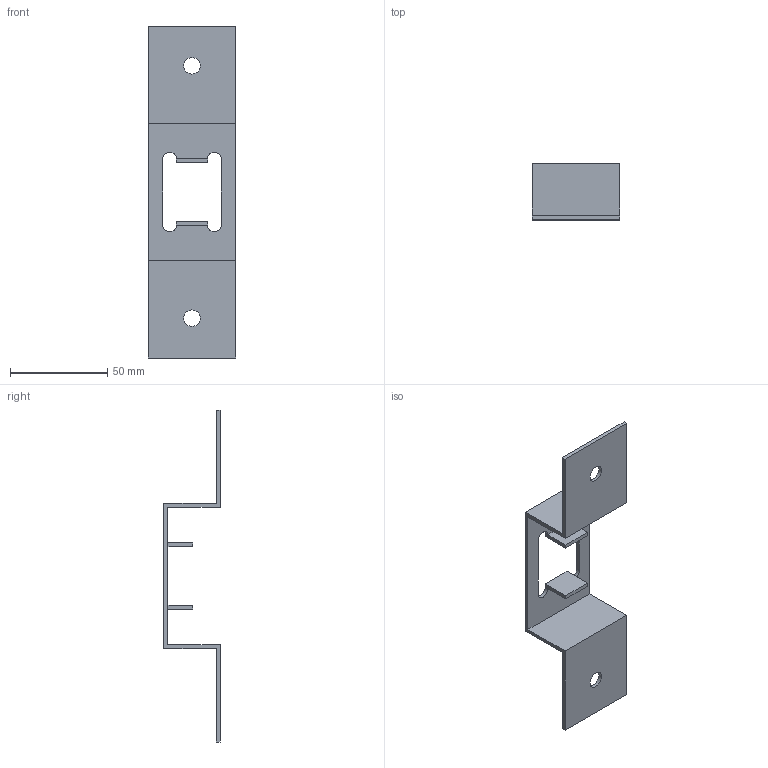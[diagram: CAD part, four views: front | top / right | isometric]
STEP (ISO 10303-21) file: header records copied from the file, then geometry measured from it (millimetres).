
FILE_DESCRIPTION (( 'STEP AP203' ), '1' );
FILE_NAME ('CLW10-GEM-KS-1157-UT15 Ñêîáà Ê1157 Ó1,5.STEP', '2016-02-25T06:38:50', ( '' ), ( '' ), 'SwSTEP 2.0', 'SolidWorks 2014', '' );
FILE_SCHEMA (( 'CONFIG_CONTROL_DESIGN' ));
Length unit declared in the file: millimetre
Products named in the file (1): CLW10-GEM-KS-1157-UT15 Ñêîáà Ê1157 Ó1,5
Bounding box: 45 x 29 x 171 mm (x, y, z)
Volume: 18784.6 mm3; surface area: 20378.8 mm2
Topology: 1 solids, 1 shells, 32 faces, 86 edges, 56 vertices
Faces by surface type: plane 26, cylinder 6
Full cylindrical faces by diameter (mm): 8.5 x2
Entity records: 1069 total; most frequent: CARTESIAN_POINT 173, ORIENTED_EDGE 168, DIRECTION 162, EDGE_CURVE 84, LINE 72, VECTOR 72, VERTEX_POINT 56, AXIS2_PLACEMENT_3D 45
